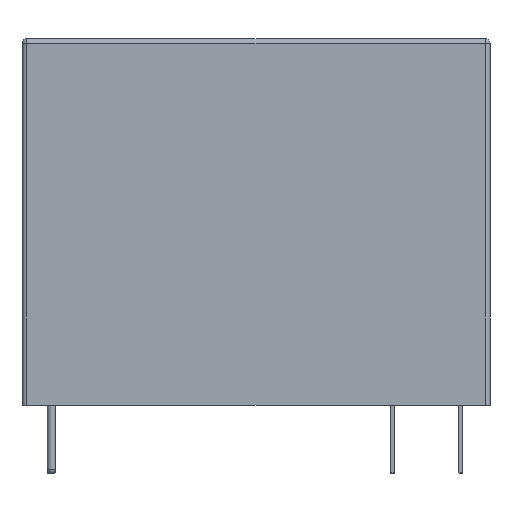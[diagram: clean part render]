
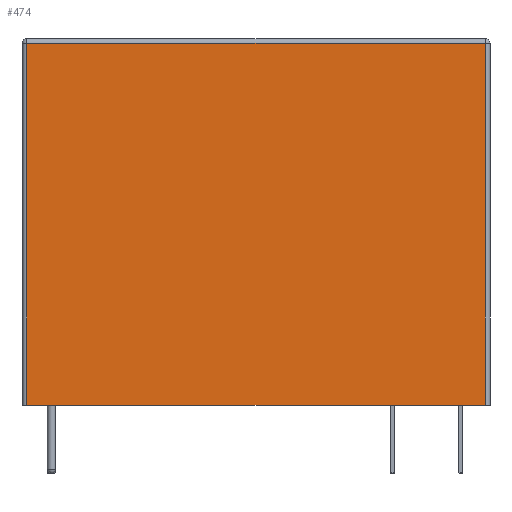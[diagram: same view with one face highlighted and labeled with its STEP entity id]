
A CAD part, left-side view. The second image highlights one B-rep face of the part: STEP entity #474.
In plain terms, the highlighted planar face has unit normal (-1, 0, 0).
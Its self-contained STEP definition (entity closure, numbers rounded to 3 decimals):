
#89 = VERTEX_POINT('',#90);
#90 = CARTESIAN_POINT('',(-1.25,1.25,0.1));
#97 = EDGE_CURVE('',#89,#98,#100,.T.);
#98 = VERTEX_POINT('',#99);
#99 = CARTESIAN_POINT('',(-1.25,-22.25,0.1));
#100 = LINE('',#101,#102);
#101 = CARTESIAN_POINT('',(-1.25,1.5,0.1));
#102 = VECTOR('',#103,1.);
#103 = DIRECTION('',(0.,-1.,0.));
#428 = EDGE_CURVE('',#89,#429,#431,.T.);
#429 = VERTEX_POINT('',#430);
#430 = CARTESIAN_POINT('',(-1.25,1.25,18.65));
#431 = LINE('',#432,#433);
#432 = CARTESIAN_POINT('',(-1.25,1.25,0.1));
#433 = VECTOR('',#434,1.);
#434 = DIRECTION('',(0.,0.,1.));
#453 = EDGE_CURVE('',#98,#454,#456,.T.);
#454 = VERTEX_POINT('',#455);
#455 = CARTESIAN_POINT('',(-1.25,-22.25,18.65));
#456 = LINE('',#457,#458);
#457 = CARTESIAN_POINT('',(-1.25,-22.25,0.1));
#458 = VECTOR('',#459,1.);
#459 = DIRECTION('',(0.,0.,1.));
#474 = ADVANCED_FACE('',(#475),#486,.F.);
#475 = FACE_BOUND('',#476,.F.);
#476 = EDGE_LOOP('',(#477,#478,#484,#485));
#477 = ORIENTED_EDGE('',*,*,#428,.T.);
#478 = ORIENTED_EDGE('',*,*,#479,.T.);
#479 = EDGE_CURVE('',#429,#454,#480,.T.);
#480 = LINE('',#481,#482);
#481 = CARTESIAN_POINT('',(-1.25,1.25,18.65));
#482 = VECTOR('',#483,1.);
#483 = DIRECTION('',(0.,-1.,0.));
#484 = ORIENTED_EDGE('',*,*,#453,.F.);
#485 = ORIENTED_EDGE('',*,*,#97,.F.);
#486 = PLANE('',#487);
#487 = AXIS2_PLACEMENT_3D('',#488,#489,#490);
#488 = CARTESIAN_POINT('',(-1.25,1.5,0.1));
#489 = DIRECTION('',(1.,0.,0.));
#490 = DIRECTION('',(0.,-1.,0.));
